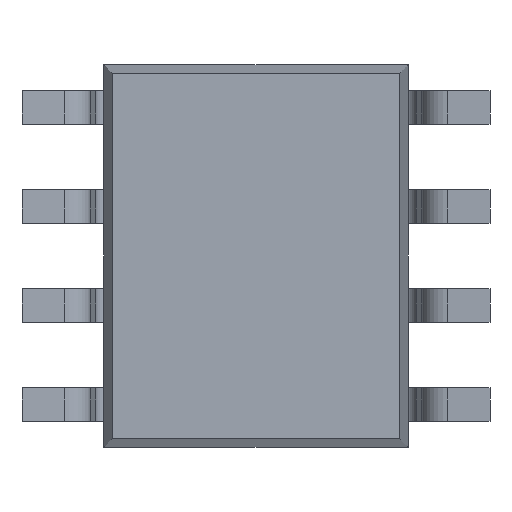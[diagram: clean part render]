
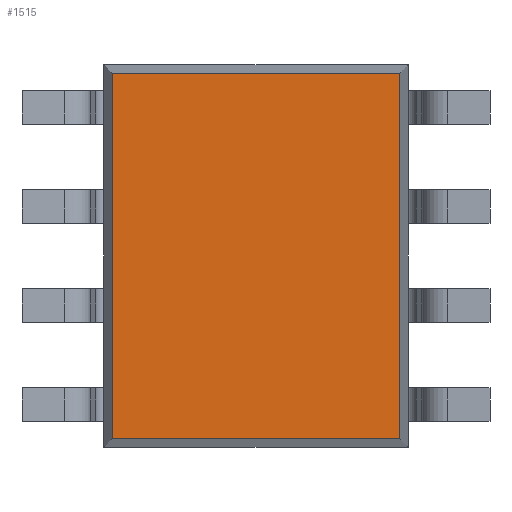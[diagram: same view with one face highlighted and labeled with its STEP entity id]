
A CAD part, front view. The second image highlights one B-rep face of the part: STEP entity #1515.
In plain terms, the highlighted planar face has unit normal (0, -1, 0).
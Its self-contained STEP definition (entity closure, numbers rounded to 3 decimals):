
#699 = PLANE('',#700);
#700 = AXIS2_PLACEMENT_3D('',#701,#702,#703);
#701 = CARTESIAN_POINT('',(1.95,0.984,-2.45));
#702 = DIRECTION('',(-0.985,0.174,0.)
  );
#703 = DIRECTION('',(0.,0.,-1.));
#785 = PLANE('',#786);
#786 = AXIS2_PLACEMENT_3D('',#787,#788,#789);
#787 = CARTESIAN_POINT('',(-1.95,0.984,-2.45));
#788 = DIRECTION('',(0.,0.174,0.985));
#789 = DIRECTION('',(-1.,0.,0.));
#1322 = PLANE('',#1323);
#1323 = AXIS2_PLACEMENT_3D('',#1324,#1325,#1326);
#1324 = CARTESIAN_POINT('',(-1.95,0.984,-2.45));
#1325 = DIRECTION('',(0.985,0.174,0.
    ));
#1326 = DIRECTION('',(0.,0.,1.));
#1379 = PLANE('',#1380);
#1380 = AXIS2_PLACEMENT_3D('',#1381,#1382,#1383);
#1381 = CARTESIAN_POINT('',(-1.95,0.984,2.45));
#1382 = DIRECTION('',(0.,0.174,-0.985));
#1383 = DIRECTION('',(1.,0.,0.));
#1515 = ADVANCED_FACE('',(#1516),#1530,.F.);
#1516 = FACE_BOUND('',#1517,.T.);
#1517 = EDGE_LOOP('',(#1518,#1548,#1571,#1594));
#1518 = ORIENTED_EDGE('',*,*,#1519,.T.);
#1519 = EDGE_CURVE('',#1520,#1522,#1524,.T.);
#1520 = VERTEX_POINT('',#1521);
#1521 = CARTESIAN_POINT('',(-1.84,0.36,2.34));
#1522 = VERTEX_POINT('',#1523);
#1523 = CARTESIAN_POINT('',(-1.84,0.36,-2.34));
#1524 = SURFACE_CURVE('',#1525,(#1529,#1541),.PCURVE_S1.);
#1525 = LINE('',#1526,#1527);
#1526 = CARTESIAN_POINT('',(-1.84,0.36,0.));
#1527 = VECTOR('',#1528,1.);
#1528 = DIRECTION('',(0.,0.,-1.));
#1529 = PCURVE('',#1530,#1535);
#1530 = PLANE('',#1531);
#1531 = AXIS2_PLACEMENT_3D('',#1532,#1533,#1534);
#1532 = CARTESIAN_POINT('',(0.,0.36,0.));
#1533 = DIRECTION('',(0.,1.,0.));
#1534 = DIRECTION('',(0.,0.,1.));
#1535 = DEFINITIONAL_REPRESENTATION('',(#1536),#1540);
#1536 = LINE('',#1537,#1538);
#1537 = CARTESIAN_POINT('',(0.,-1.84));
#1538 = VECTOR('',#1539,1.);
#1539 = DIRECTION('',(-1.,0.));
#1540 = ( GEOMETRIC_REPRESENTATION_CONTEXT(2)
PARAMETRIC_REPRESENTATION_CONTEXT() REPRESENTATION_CONTEXT('2D SPACE',''
  ) );
#1541 = PCURVE('',#1322,#1542);
#1542 = DEFINITIONAL_REPRESENTATION('',(#1543),#1547);
#1543 = LINE('',#1544,#1545);
#1544 = CARTESIAN_POINT('',(2.45,0.633));
#1545 = VECTOR('',#1546,1.);
#1546 = DIRECTION('',(-1.,0.));
#1547 = ( GEOMETRIC_REPRESENTATION_CONTEXT(2)
PARAMETRIC_REPRESENTATION_CONTEXT() REPRESENTATION_CONTEXT('2D SPACE',''
  ) );
#1548 = ORIENTED_EDGE('',*,*,#1549,.T.);
#1549 = EDGE_CURVE('',#1522,#1550,#1552,.T.);
#1550 = VERTEX_POINT('',#1551);
#1551 = CARTESIAN_POINT('',(1.84,0.36,-2.34));
#1552 = SURFACE_CURVE('',#1553,(#1557,#1564),.PCURVE_S1.);
#1553 = LINE('',#1554,#1555);
#1554 = CARTESIAN_POINT('',(0.,0.36,-2.34));
#1555 = VECTOR('',#1556,1.);
#1556 = DIRECTION('',(1.,0.,0.));
#1557 = PCURVE('',#1530,#1558);
#1558 = DEFINITIONAL_REPRESENTATION('',(#1559),#1563);
#1559 = LINE('',#1560,#1561);
#1560 = CARTESIAN_POINT('',(-2.34,0.));
#1561 = VECTOR('',#1562,1.);
#1562 = DIRECTION('',(0.,1.));
#1563 = ( GEOMETRIC_REPRESENTATION_CONTEXT(2)
PARAMETRIC_REPRESENTATION_CONTEXT() REPRESENTATION_CONTEXT('2D SPACE',''
  ) );
#1564 = PCURVE('',#785,#1565);
#1565 = DEFINITIONAL_REPRESENTATION('',(#1566),#1570);
#1566 = LINE('',#1567,#1568);
#1567 = CARTESIAN_POINT('',(-1.95,0.633));
#1568 = VECTOR('',#1569,1.);
#1569 = DIRECTION('',(-1.,0.));
#1570 = ( GEOMETRIC_REPRESENTATION_CONTEXT(2)
PARAMETRIC_REPRESENTATION_CONTEXT() REPRESENTATION_CONTEXT('2D SPACE',''
  ) );
#1571 = ORIENTED_EDGE('',*,*,#1572,.T.);
#1572 = EDGE_CURVE('',#1550,#1573,#1575,.T.);
#1573 = VERTEX_POINT('',#1574);
#1574 = CARTESIAN_POINT('',(1.84,0.36,2.34));
#1575 = SURFACE_CURVE('',#1576,(#1580,#1587),.PCURVE_S1.);
#1576 = LINE('',#1577,#1578);
#1577 = CARTESIAN_POINT('',(1.84,0.36,0.));
#1578 = VECTOR('',#1579,1.);
#1579 = DIRECTION('',(0.,0.,1.));
#1580 = PCURVE('',#1530,#1581);
#1581 = DEFINITIONAL_REPRESENTATION('',(#1582),#1586);
#1582 = LINE('',#1583,#1584);
#1583 = CARTESIAN_POINT('',(0.,1.84));
#1584 = VECTOR('',#1585,1.);
#1585 = DIRECTION('',(1.,0.));
#1586 = ( GEOMETRIC_REPRESENTATION_CONTEXT(2)
PARAMETRIC_REPRESENTATION_CONTEXT() REPRESENTATION_CONTEXT('2D SPACE',''
  ) );
#1587 = PCURVE('',#699,#1588);
#1588 = DEFINITIONAL_REPRESENTATION('',(#1589),#1593);
#1589 = LINE('',#1590,#1591);
#1590 = CARTESIAN_POINT('',(-2.45,0.633));
#1591 = VECTOR('',#1592,1.);
#1592 = DIRECTION('',(-1.,0.));
#1593 = ( GEOMETRIC_REPRESENTATION_CONTEXT(2)
PARAMETRIC_REPRESENTATION_CONTEXT() REPRESENTATION_CONTEXT('2D SPACE',''
  ) );
#1594 = ORIENTED_EDGE('',*,*,#1595,.T.);
#1595 = EDGE_CURVE('',#1573,#1520,#1596,.T.);
#1596 = SURFACE_CURVE('',#1597,(#1601,#1608),.PCURVE_S1.);
#1597 = LINE('',#1598,#1599);
#1598 = CARTESIAN_POINT('',(0.,0.36,2.34));
#1599 = VECTOR('',#1600,1.);
#1600 = DIRECTION('',(-1.,0.,0.));
#1601 = PCURVE('',#1530,#1602);
#1602 = DEFINITIONAL_REPRESENTATION('',(#1603),#1607);
#1603 = LINE('',#1604,#1605);
#1604 = CARTESIAN_POINT('',(2.34,0.));
#1605 = VECTOR('',#1606,1.);
#1606 = DIRECTION('',(0.,-1.));
#1607 = ( GEOMETRIC_REPRESENTATION_CONTEXT(2)
PARAMETRIC_REPRESENTATION_CONTEXT() REPRESENTATION_CONTEXT('2D SPACE',''
  ) );
#1608 = PCURVE('',#1379,#1609);
#1609 = DEFINITIONAL_REPRESENTATION('',(#1610),#1614);
#1610 = LINE('',#1611,#1612);
#1611 = CARTESIAN_POINT('',(1.95,0.633));
#1612 = VECTOR('',#1613,1.);
#1613 = DIRECTION('',(-1.,0.));
#1614 = ( GEOMETRIC_REPRESENTATION_CONTEXT(2)
PARAMETRIC_REPRESENTATION_CONTEXT() REPRESENTATION_CONTEXT('2D SPACE',''
  ) );
